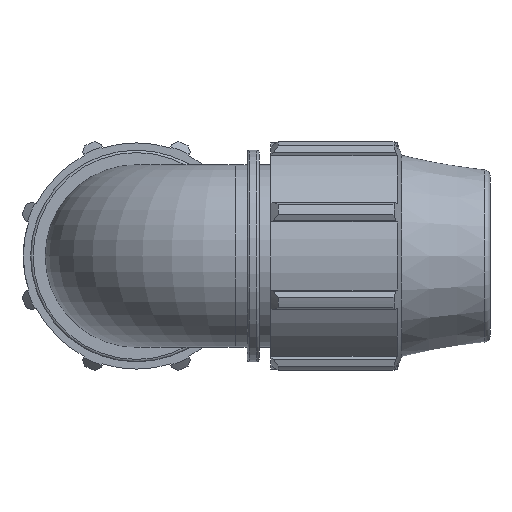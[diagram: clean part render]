
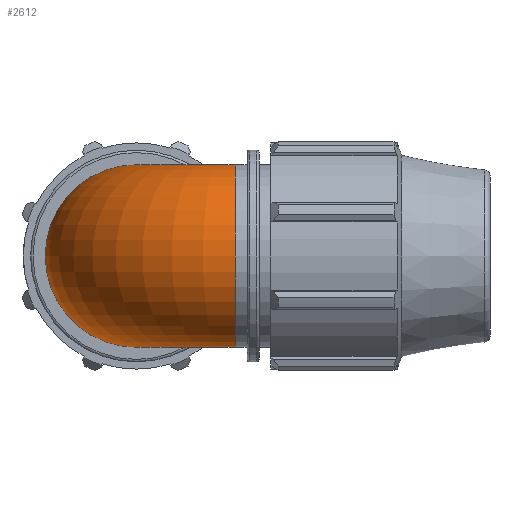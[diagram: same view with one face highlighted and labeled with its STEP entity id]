
A CAD part, front view. The second image highlights one B-rep face of the part: STEP entity #2612.
In plain terms, the highlighted toroidal (fillet/blend) face has major radius 26 mm and minor radius 24 mm.
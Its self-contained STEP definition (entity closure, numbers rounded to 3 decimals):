
#527=TOROIDAL_SURFACE('',#2766,26.,24.);
#537=FACE_BOUND('',#725,.T.);
#573=FACE_OUTER_BOUND('',#724,.T.);
#724=EDGE_LOOP('',(#1650));
#725=EDGE_LOOP('',(#1651));
#906=CIRCLE('',#2767,24.);
#907=CIRCLE('',#2768,24.);
#1020=VERTEX_POINT('',#3752);
#1021=VERTEX_POINT('',#3754);
#1278=EDGE_CURVE('',#1020,#1020,#906,.T.);
#1279=EDGE_CURVE('',#1021,#1021,#907,.T.);
#1650=ORIENTED_EDGE('',*,*,#1278,.F.);
#1651=ORIENTED_EDGE('',*,*,#1279,.F.);
#2612=ADVANCED_FACE('',(#573,#537),#527,.T.);
#2766=AXIS2_PLACEMENT_3D('',#3751,#3037,#3038);
#2767=AXIS2_PLACEMENT_3D('',#3753,#3039,#3040);
#2768=AXIS2_PLACEMENT_3D('',#3755,#3041,#3042);
#3037=DIRECTION('center_axis',(0.,0.,-1.));
#3038=DIRECTION('ref_axis',(-1.,0.,0.));
#3039=DIRECTION('center_axis',(0.,1.,0.));
#3040=DIRECTION('ref_axis',(0.,0.,-1.));
#3041=DIRECTION('center_axis',(1.,0.,0.));
#3042=DIRECTION('ref_axis',(0.,0.,-1.));
#3751=CARTESIAN_POINT('Origin',(26.,26.,0.));
#3752=CARTESIAN_POINT('',(0.,26.,-24.));
#3753=CARTESIAN_POINT('Origin',(0.,26.,0.));
#3754=CARTESIAN_POINT('',(26.,0.,-24.));
#3755=CARTESIAN_POINT('Origin',(26.,0.,0.));
